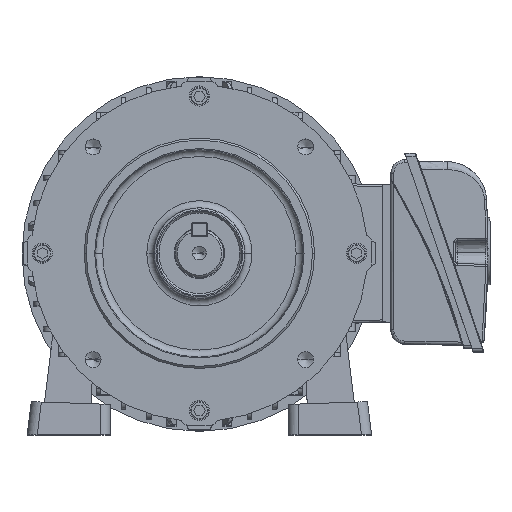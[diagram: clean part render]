
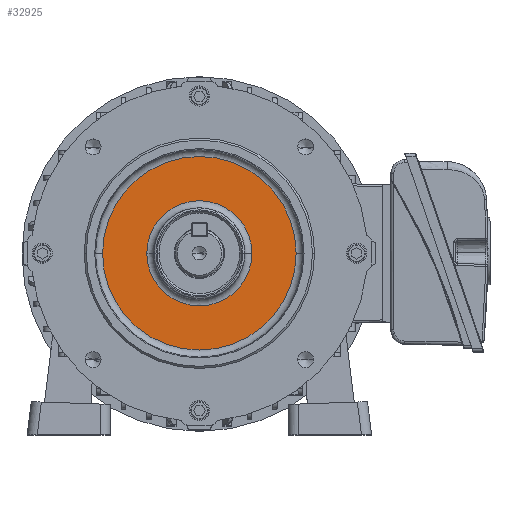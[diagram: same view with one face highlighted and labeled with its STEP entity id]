
A CAD part, top view. The second image highlights one B-rep face of the part: STEP entity #32925.
In plain terms, the highlighted planar face has unit normal (0, 0, 1).
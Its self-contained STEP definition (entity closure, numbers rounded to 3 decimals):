
#502 = VERTEX_POINT ( 'NONE', #33511 ) ;
#1516 = CIRCLE ( 'NONE', #47112, 48.018 ) ;
#2397 = ORIENTED_EDGE ( 'NONE', *, *, #45040, .F. ) ;
#2867 = DIRECTION ( 'NONE',  ( 1., 0., 0. ) ) ;
#3703 = EDGE_CURVE ( 'NONE', #45184, #17230, #13746, .T. ) ;
#4126 = DIRECTION ( 'NONE',  ( 1., 0., 0. ) ) ;
#5715 = AXIS2_PLACEMENT_3D ( 'NONE', #25146, #39091, #33997 ) ;
#9864 = ORIENTED_EDGE ( 'NONE', *, *, #3703, .F. ) ;
#13746 = CIRCLE ( 'NONE', #44777, 26.083 ) ;
#14715 = CARTESIAN_POINT ( 'NONE',  ( 0., 0., 0. ) ) ;
#15528 = CIRCLE ( 'NONE', #41037, 48.018 ) ;
#15861 = VERTEX_POINT ( 'NONE', #28992 ) ;
#17230 = VERTEX_POINT ( 'NONE', #41601 ) ;
#17235 = EDGE_CURVE ( 'NONE', #15861, #502, #1516, .T. ) ;
#19463 = CARTESIAN_POINT ( 'NONE',  ( 0., 0., 0. ) ) ;
#19644 = CARTESIAN_POINT ( 'NONE',  ( 0., 26.083, 0. ) ) ;
#19836 = DIRECTION ( 'NONE',  ( 0., 0., 1. ) ) ;
#23355 = DIRECTION ( 'NONE',  ( -1., 0., 0. ) ) ;
#23634 = PLANE ( 'NONE',  #34348 ) ;
#23693 = EDGE_CURVE ( 'NONE', #502, #15861, #15528, .T. ) ;
#24123 = DIRECTION ( 'NONE',  ( 1., 0., 0. ) ) ;
#25146 = CARTESIAN_POINT ( 'NONE',  ( 0., 0., 0. ) ) ;
#26410 = EDGE_LOOP ( 'NONE', ( #9864, #2397 ) ) ;
#27662 = FACE_BOUND ( 'NONE', #26410, .T. ) ;
#28992 = CARTESIAN_POINT ( 'NONE',  ( 48.018, 0., 0. ) ) ;
#30365 = CIRCLE ( 'NONE', #5715, 26.083 ) ;
#30893 = ORIENTED_EDGE ( 'NONE', *, *, #23693, .T. ) ;
#32925 = ADVANCED_FACE ( 'NONE', ( #27662, #41339 ), #23634, .F. ) ;
#33511 = CARTESIAN_POINT ( 'NONE',  ( -48.018, 0., 0. ) ) ;
#33997 = DIRECTION ( 'NONE',  ( 1., 0., 0. ) ) ;
#34348 = AXIS2_PLACEMENT_3D ( 'NONE', #19644, #45065, #23355 ) ;
#34583 = EDGE_LOOP ( 'NONE', ( #46909, #30893 ) ) ;
#37294 = CARTESIAN_POINT ( 'NONE',  ( 0., 0., 0. ) ) ;
#39091 = DIRECTION ( 'NONE',  ( 0., 0., 1. ) ) ;
#40788 = CARTESIAN_POINT ( 'NONE',  ( 26.083, 0., 0. ) ) ;
#41037 = AXIS2_PLACEMENT_3D ( 'NONE', #14715, #19836, #24123 ) ;
#41339 = FACE_OUTER_BOUND ( 'NONE', #34583, .T. ) ;
#41450 = DIRECTION ( 'NONE',  ( 0., 0., 1. ) ) ;
#41601 = CARTESIAN_POINT ( 'NONE',  ( -26.083, 0., 0. ) ) ;
#44777 = AXIS2_PLACEMENT_3D ( 'NONE', #19463, #41450, #2867 ) ;
#45040 = EDGE_CURVE ( 'NONE', #17230, #45184, #30365, .T. ) ;
#45065 = DIRECTION ( 'NONE',  ( 0., 0., -1. ) ) ;
#45184 = VERTEX_POINT ( 'NONE', #40788 ) ;
#46909 = ORIENTED_EDGE ( 'NONE', *, *, #17235, .T. ) ;
#47112 = AXIS2_PLACEMENT_3D ( 'NONE', #37294, #51010, #4126 ) ;
#51010 = DIRECTION ( 'NONE',  ( 0., 0., 1. ) ) ;
